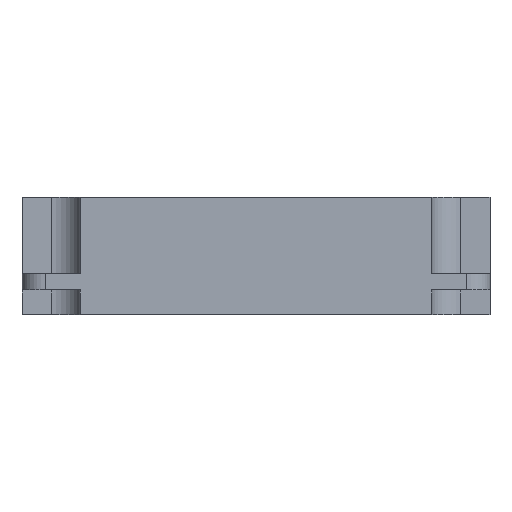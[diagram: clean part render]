
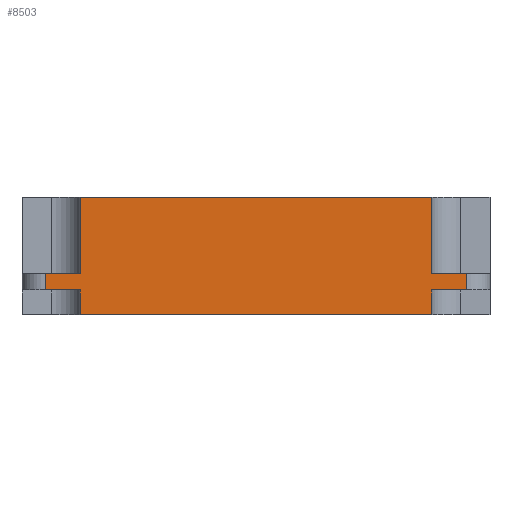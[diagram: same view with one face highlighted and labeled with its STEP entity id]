
A CAD part, left-side view. The second image highlights one B-rep face of the part: STEP entity #8503.
In plain terms, the highlighted planar face has unit normal (-1, 0, 0).
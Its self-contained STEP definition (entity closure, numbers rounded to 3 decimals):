
#81 = CARTESIAN_POINT ( 'NONE',  ( 1.588, 42.405, 18.789 ) ) ;
#157 = CARTESIAN_POINT ( 'NONE',  ( 1.588, 47.405, 15.289 ) ) ;
#190 = EDGE_CURVE ( 'NONE', #4290, #7328, #7425, .T. ) ;
#363 = DIRECTION ( 'NONE',  ( 0., 0., -1. ) ) ;
#482 = EDGE_CURVE ( 'NONE', #2297, #4290, #1610, .T. ) ;
#528 = VERTEX_POINT ( 'NONE', #3922 ) ;
#568 = LINE ( 'NONE', #2017, #2814 ) ;
#665 = FACE_OUTER_BOUND ( 'NONE', #1208, .T. ) ;
#700 = VERTEX_POINT ( 'NONE', #7005 ) ;
#977 = VECTOR ( 'NONE', #993, 1000. ) ;
#993 = DIRECTION ( 'NONE',  ( 0., -1., 0. ) ) ;
#1016 = CARTESIAN_POINT ( 'NONE',  ( 1.588, 12.405, 17.389 ) ) ;
#1164 = EDGE_CURVE ( 'NONE', #700, #528, #6433, .T. ) ;
#1168 = VECTOR ( 'NONE', #8869, 1000. ) ;
#1194 = DIRECTION ( 'NONE',  ( -1., 0., 0. ) ) ;
#1201 = CARTESIAN_POINT ( 'NONE',  ( 1.588, 42.405, 17.389 ) ) ;
#1208 = EDGE_LOOP ( 'NONE', ( #4992, #3083, #3593, #2554, #6884, #3815, #1671, #4081, #7062, #5465, #2178, #2719 ) ) ;
#1231 = CARTESIAN_POINT ( 'NONE',  ( 1.588, 12.405, 18.789 ) ) ;
#1272 = VECTOR ( 'NONE', #363, 1000. ) ;
#1359 = VERTEX_POINT ( 'NONE', #2332 ) ;
#1610 = LINE ( 'NONE', #3676, #8189 ) ;
#1671 = ORIENTED_EDGE ( 'NONE', *, *, #1826, .F. ) ;
#1724 = CARTESIAN_POINT ( 'NONE',  ( 1.588, 42.405, 17.389 ) ) ;
#1826 = EDGE_CURVE ( 'NONE', #7975, #7873, #5131, .T. ) ;
#2017 = CARTESIAN_POINT ( 'NONE',  ( 1.588, 47.405, 25.289 ) ) ;
#2178 = ORIENTED_EDGE ( 'NONE', *, *, #7163, .F. ) ;
#2297 = VERTEX_POINT ( 'NONE', #1201 ) ;
#2332 = CARTESIAN_POINT ( 'NONE',  ( 1.588, 42.405, 18.789 ) ) ;
#2385 = DIRECTION ( 'NONE',  ( 0., -1., 0. ) ) ;
#2421 = CARTESIAN_POINT ( 'NONE',  ( 1.588, 7.405, 17.389 ) ) ;
#2466 = LINE ( 'NONE', #6791, #1272 ) ;
#2554 = ORIENTED_EDGE ( 'NONE', *, *, #482, .T. ) ;
#2587 = CARTESIAN_POINT ( 'NONE',  ( 1.588, 47.405, 15.289 ) ) ;
#2636 = EDGE_CURVE ( 'NONE', #7975, #4253, #7051, .T. ) ;
#2687 = DIRECTION ( 'NONE',  ( 0., 0., 1. ) ) ;
#2719 = ORIENTED_EDGE ( 'NONE', *, *, #3481, .F. ) ;
#2731 = CARTESIAN_POINT ( 'NONE',  ( 1.588, 45.405, 15.289 ) ) ;
#2814 = VECTOR ( 'NONE', #7841, 1000. ) ;
#3083 = ORIENTED_EDGE ( 'NONE', *, *, #5745, .T. ) ;
#3116 = DIRECTION ( 'NONE',  ( 0., 0., -1. ) ) ;
#3134 = VECTOR ( 'NONE', #9224, 1000. ) ;
#3359 = CARTESIAN_POINT ( 'NONE',  ( 1.588, 12.405, 18.789 ) ) ;
#3384 = PLANE ( 'NONE',  #3876 ) ;
#3481 = EDGE_CURVE ( 'NONE', #1359, #3651, #8617, .T. ) ;
#3593 = ORIENTED_EDGE ( 'NONE', *, *, #6199, .F. ) ;
#3651 = VERTEX_POINT ( 'NONE', #8468 ) ;
#3676 = CARTESIAN_POINT ( 'NONE',  ( 1.588, 42.405, 17.389 ) ) ;
#3815 = ORIENTED_EDGE ( 'NONE', *, *, #9187, .F. ) ;
#3825 = DIRECTION ( 'NONE',  ( 0., 1., 0. ) ) ;
#3876 = AXIS2_PLACEMENT_3D ( 'NONE', #2587, #1194, #2687 ) ;
#3889 = VECTOR ( 'NONE', #7044, 1000. ) ;
#3922 = CARTESIAN_POINT ( 'NONE',  ( 1.588, 12.405, 25.289 ) ) ;
#4081 = ORIENTED_EDGE ( 'NONE', *, *, #2636, .T. ) ;
#4163 = DIRECTION ( 'NONE',  ( 0., -1., 0. ) ) ;
#4253 = VERTEX_POINT ( 'NONE', #8634 ) ;
#4290 = VERTEX_POINT ( 'NONE', #4544 ) ;
#4544 = CARTESIAN_POINT ( 'NONE',  ( 1.588, 42.405, 15.289 ) ) ;
#4776 = CARTESIAN_POINT ( 'NONE',  ( 1.588, 45.405, 17.389 ) ) ;
#4992 = ORIENTED_EDGE ( 'NONE', *, *, #7319, .F. ) ;
#5131 = LINE ( 'NONE', #2421, #6111 ) ;
#5465 = ORIENTED_EDGE ( 'NONE', *, *, #1164, .T. ) ;
#5489 = CARTESIAN_POINT ( 'NONE',  ( 1.588, 9.405, 15.289 ) ) ;
#5513 = VECTOR ( 'NONE', #2385, 1000. ) ;
#5589 = DIRECTION ( 'NONE',  ( 0., 0., -1. ) ) ;
#5745 = EDGE_CURVE ( 'NONE', #9044, #8761, #9169, .T. ) ;
#6082 = LINE ( 'NONE', #1724, #1168 ) ;
#6111 = VECTOR ( 'NONE', #3825, 1000. ) ;
#6199 = EDGE_CURVE ( 'NONE', #2297, #8761, #6082, .T. ) ;
#6404 = EDGE_CURVE ( 'NONE', #700, #4253, #7645, .T. ) ;
#6433 = LINE ( 'NONE', #1231, #3889 ) ;
#6553 = VECTOR ( 'NONE', #4163, 1000. ) ;
#6608 = CARTESIAN_POINT ( 'NONE',  ( 1.588, 12.405, 15.289 ) ) ;
#6791 = CARTESIAN_POINT ( 'NONE',  ( 1.588, 12.405, 17.389 ) ) ;
#6884 = ORIENTED_EDGE ( 'NONE', *, *, #190, .T. ) ;
#7005 = CARTESIAN_POINT ( 'NONE',  ( 1.588, 12.405, 18.789 ) ) ;
#7044 = DIRECTION ( 'NONE',  ( 0., 0., 1. ) ) ;
#7051 = LINE ( 'NONE', #5489, #7152 ) ;
#7062 = ORIENTED_EDGE ( 'NONE', *, *, #6404, .F. ) ;
#7152 = VECTOR ( 'NONE', #8322, 1000. ) ;
#7163 = EDGE_CURVE ( 'NONE', #3651, #528, #568, .T. ) ;
#7263 = CARTESIAN_POINT ( 'NONE',  ( 1.588, 47.405, 18.789 ) ) ;
#7319 = EDGE_CURVE ( 'NONE', #9044, #1359, #8764, .T. ) ;
#7328 = VERTEX_POINT ( 'NONE', #6608 ) ;
#7402 = CARTESIAN_POINT ( 'NONE',  ( 1.588, 45.405, 18.789 ) ) ;
#7425 = LINE ( 'NONE', #157, #977 ) ;
#7645 = LINE ( 'NONE', #3359, #6553 ) ;
#7841 = DIRECTION ( 'NONE',  ( 0., -1., 0. ) ) ;
#7873 = VERTEX_POINT ( 'NONE', #1016 ) ;
#7975 = VERTEX_POINT ( 'NONE', #8253 ) ;
#8189 = VECTOR ( 'NONE', #3116, 1000. ) ;
#8253 = CARTESIAN_POINT ( 'NONE',  ( 1.588, 9.405, 17.389 ) ) ;
#8322 = DIRECTION ( 'NONE',  ( 0., 0., 1. ) ) ;
#8468 = CARTESIAN_POINT ( 'NONE',  ( 1.588, 42.405, 25.289 ) ) ;
#8503 = ADVANCED_FACE ( 'NONE', ( #665 ), #3384, .T. ) ;
#8617 = LINE ( 'NONE', #81, #3134 ) ;
#8634 = CARTESIAN_POINT ( 'NONE',  ( 1.588, 9.405, 18.789 ) ) ;
#8761 = VERTEX_POINT ( 'NONE', #4776 ) ;
#8764 = LINE ( 'NONE', #7263, #5513 ) ;
#8867 = VECTOR ( 'NONE', #5589, 1000. ) ;
#8869 = DIRECTION ( 'NONE',  ( 0., 1., 0. ) ) ;
#9044 = VERTEX_POINT ( 'NONE', #7402 ) ;
#9169 = LINE ( 'NONE', #2731, #8867 ) ;
#9187 = EDGE_CURVE ( 'NONE', #7873, #7328, #2466, .T. ) ;
#9224 = DIRECTION ( 'NONE',  ( 0., 0., 1. ) ) ;
